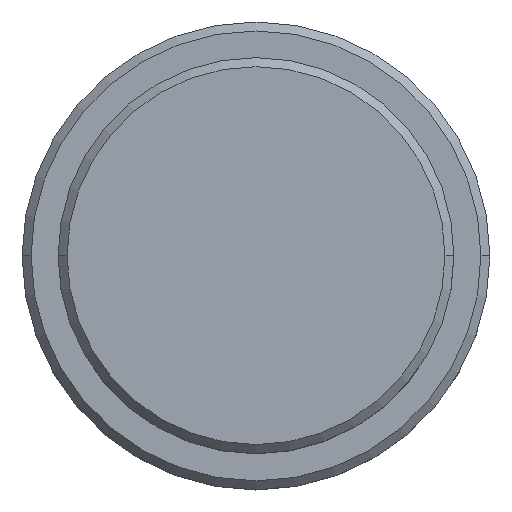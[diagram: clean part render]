
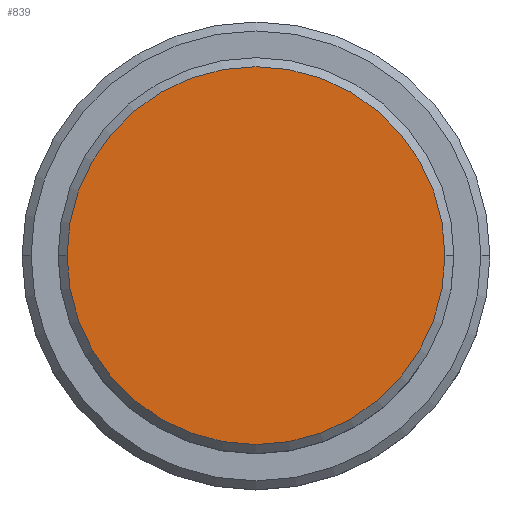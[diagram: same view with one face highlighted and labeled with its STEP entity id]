
A CAD part, top view. The second image highlights one B-rep face of the part: STEP entity #839.
In plain terms, the highlighted planar face has unit normal (0, 0, 1).
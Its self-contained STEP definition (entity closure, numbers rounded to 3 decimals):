
#37 = DIRECTION ( 'NONE',  ( 0., 0., 1. ) ) ;
#51 = ORIENTED_EDGE ( 'NONE', *, *, #728, .T. ) ;
#139 = EDGE_LOOP ( 'NONE', ( #51, #1268 ) ) ;
#250 = DIRECTION ( 'NONE',  ( 0., 0., 1. ) ) ;
#253 = CARTESIAN_POINT ( 'NONE',  ( 0., 0., 0. ) ) ;
#258 = PLANE ( 'NONE',  #284 ) ;
#284 = AXIS2_PLACEMENT_3D ( 'NONE', #253, #37, #1000 ) ;
#305 = DIRECTION ( 'NONE',  ( 0., 0., 1. ) ) ;
#412 = AXIS2_PLACEMENT_3D ( 'NONE', #957, #305, #1181 ) ;
#683 = AXIS2_PLACEMENT_3D ( 'NONE', #773, #250, #895 ) ;
#690 = VERTEX_POINT ( 'NONE', #853 ) ;
#728 = EDGE_CURVE ( 'NONE', #1381, #690, #1194, .T. ) ;
#773 = CARTESIAN_POINT ( 'NONE',  ( 0., 0., 0. ) ) ;
#839 = ADVANCED_FACE ( 'NONE', ( #1007 ), #258, .T. ) ;
#853 = CARTESIAN_POINT ( 'NONE',  ( 10.5, 0., 0. ) ) ;
#895 = DIRECTION ( 'NONE',  ( 1., 0., 0. ) ) ;
#957 = CARTESIAN_POINT ( 'NONE',  ( 0., 0., 0. ) ) ;
#976 = CARTESIAN_POINT ( 'NONE',  ( -10.5, 0., 0. ) ) ;
#1000 = DIRECTION ( 'NONE',  ( 1., 0., 0. ) ) ;
#1007 = FACE_OUTER_BOUND ( 'NONE', #139, .T. ) ;
#1146 = EDGE_CURVE ( 'NONE', #690, #1381, #1308, .T. ) ;
#1181 = DIRECTION ( 'NONE',  ( 1., 0., 0. ) ) ;
#1194 = CIRCLE ( 'NONE', #412, 10.5 ) ;
#1268 = ORIENTED_EDGE ( 'NONE', *, *, #1146, .T. ) ;
#1308 = CIRCLE ( 'NONE', #683, 10.5 ) ;
#1381 = VERTEX_POINT ( 'NONE', #976 ) ;
